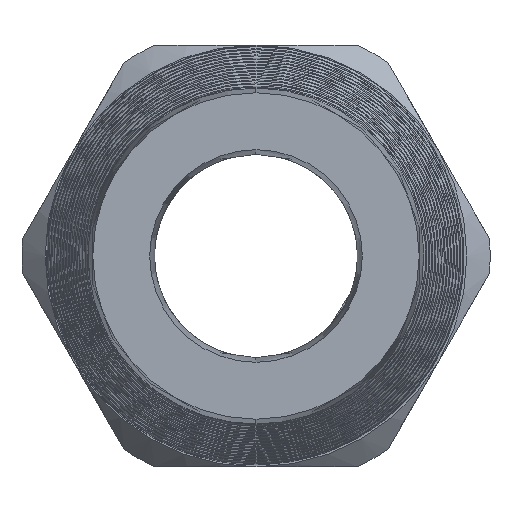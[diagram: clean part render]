
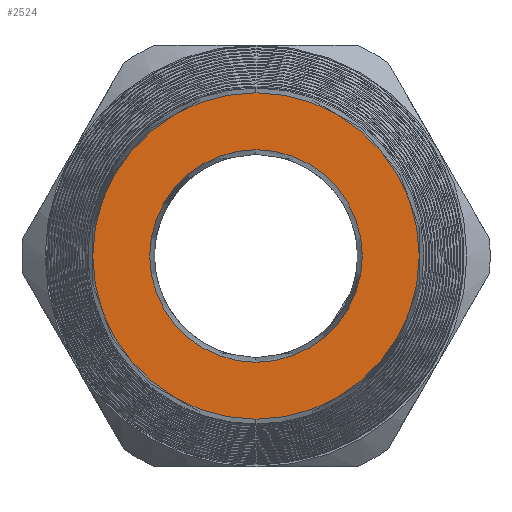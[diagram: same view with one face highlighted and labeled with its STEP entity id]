
A CAD part, left-side view. The second image highlights one B-rep face of the part: STEP entity #2524.
In plain terms, the highlighted planar face has unit normal (-1, 0, 0).
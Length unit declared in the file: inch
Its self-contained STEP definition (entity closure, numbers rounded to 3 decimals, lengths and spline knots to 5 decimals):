
#2472 = EDGE_LOOP ( 'NONE', ( #2553, #2555 ) ) ;
#2524 = ADVANCED_FACE ( 'NONE', ( #9773, #9775 ), #9748, .T. ) ;
#2553 = ORIENTED_EDGE ( 'NONE', *, *, #2554, .T. ) ;
#2554 = EDGE_CURVE ( 'NONE', #11105, #11104, #9979, .T. ) ;
#2555 = ORIENTED_EDGE ( 'NONE', *, *, #11103, .T. ) ;
#2556 = EDGE_LOOP ( 'NONE', ( #2557, #2559 ) ) ;
#2557 = ORIENTED_EDGE ( 'NONE', *, *, #2558, .F. ) ;
#2558 = EDGE_CURVE ( 'NONE', #10897, #10894, #9974, .T. ) ;
#2559 = ORIENTED_EDGE ( 'NONE', *, *, #10896, .F. ) ;
#9745 = DIRECTION ( 'NONE',  ( -1., 0., 0. ) ) ;
#9746 = CARTESIAN_POINT ( 'NONE',  ( -4.80022, 0., 0. ) ) ;
#9747 = AXIS2_PLACEMENT_3D ( 'NONE', #9746, #9745, #9771 ) ;
#9748 = PLANE ( 'NONE',  #9747 ) ;
#9771 = DIRECTION ( 'NONE',  ( 0., 0., 1. ) ) ;
#9773 = FACE_OUTER_BOUND ( 'NONE', #2472, .T. ) ;
#9775 = FACE_BOUND ( 'NONE', #2556, .T. ) ;
#9970 = DIRECTION ( 'NONE',  ( 0., 0., 1. ) ) ;
#9971 = DIRECTION ( 'NONE',  ( -1., 0., 0. ) ) ;
#9972 = CARTESIAN_POINT ( 'NONE',  ( -4.80022, 0., 0. ) ) ;
#9973 = AXIS2_PLACEMENT_3D ( 'NONE', #9972, #9971, #9970 ) ;
#9974 = CIRCLE ( 'NONE', #9973, 0.3276 ) ;
#9975 = DIRECTION ( 'NONE',  ( 0., 0., 1. ) ) ;
#9976 = DIRECTION ( 'NONE',  ( -1., 0., 0. ) ) ;
#9977 = CARTESIAN_POINT ( 'NONE',  ( -4.80022, 0., 0. ) ) ;
#9978 = AXIS2_PLACEMENT_3D ( 'NONE', #9977, #9976, #9975 ) ;
#9979 = CIRCLE ( 'NONE', #9978, 0.50308 ) ;
#10894 = VERTEX_POINT ( 'NONE', #13491 ) ;
#10896 = EDGE_CURVE ( 'NONE', #10894, #10897, #13490, .T. ) ;
#10897 = VERTEX_POINT ( 'NONE', #13485 ) ;
#11103 = EDGE_CURVE ( 'NONE', #11104, #11105, #14901, .T. ) ;
#11104 = VERTEX_POINT ( 'NONE', #14966 ) ;
#11105 = VERTEX_POINT ( 'NONE', #14965 ) ;
#13485 = CARTESIAN_POINT ( 'NONE',  ( -4.80022, 0., 0.3276 ) ) ;
#13486 = DIRECTION ( 'NONE',  ( 0., 0., 1. ) ) ;
#13487 = DIRECTION ( 'NONE',  ( -1., 0., 0. ) ) ;
#13488 = CARTESIAN_POINT ( 'NONE',  ( -4.80022, 0., 0. ) ) ;
#13489 = AXIS2_PLACEMENT_3D ( 'NONE', #13488, #13487, #13486 ) ;
#13490 = CIRCLE ( 'NONE', #13489, 0.3276 ) ;
#13491 = CARTESIAN_POINT ( 'NONE',  ( -4.80022, 0., -0.3276 ) ) ;
#14901 = CIRCLE ( 'NONE', #14970, 0.50308 ) ;
#14965 = CARTESIAN_POINT ( 'NONE',  ( -4.80022, 0., 0.50308 ) ) ;
#14966 = CARTESIAN_POINT ( 'NONE',  ( -4.80022, 0., -0.50308 ) ) ;
#14967 = DIRECTION ( 'NONE',  ( 0., 0., 1. ) ) ;
#14968 = DIRECTION ( 'NONE',  ( -1., 0., 0. ) ) ;
#14969 = CARTESIAN_POINT ( 'NONE',  ( -4.80022, 0., 0. ) ) ;
#14970 = AXIS2_PLACEMENT_3D ( 'NONE', #14969, #14968, #14967 ) ;
